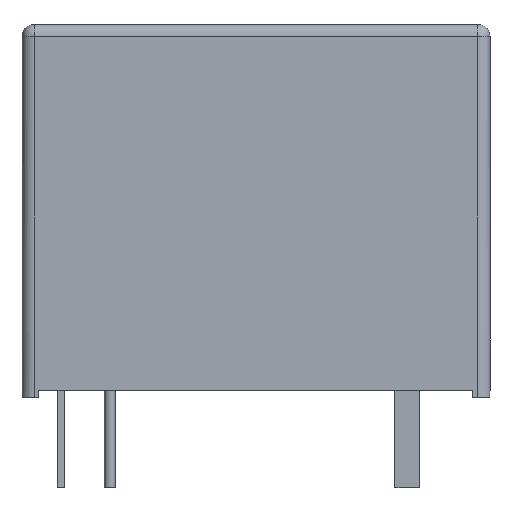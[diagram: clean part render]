
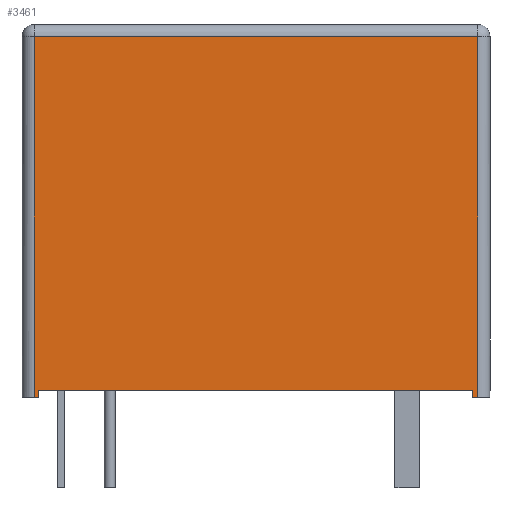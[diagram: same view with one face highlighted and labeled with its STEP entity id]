
A CAD part, front view. The second image highlights one B-rep face of the part: STEP entity #3461.
In plain terms, the highlighted planar face has unit normal (0, -1, 0).
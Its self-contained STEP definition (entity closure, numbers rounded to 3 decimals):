
#276 = VECTOR ( 'NONE', #9963, 1000. ) ;
#376 = LINE ( 'NONE', #6232, #1324 ) ;
#531 = DIRECTION ( 'NONE',  ( 1., 0., 0. ) ) ;
#602 = LINE ( 'NONE', #5219, #4504 ) ;
#680 = ORIENTED_EDGE ( 'NONE', *, *, #5101, .F. ) ;
#870 = VERTEX_POINT ( 'NONE', #13140 ) ;
#1324 = VECTOR ( 'NONE', #531, 1000. ) ;
#1571 = EDGE_CURVE ( 'NONE', #2843, #12119, #11478, .T. ) ;
#1744 = FACE_OUTER_BOUND ( 'NONE', #8550, .T. ) ;
#2473 = DIRECTION ( 'NONE',  ( -1., 0., 0. ) ) ;
#2728 = CARTESIAN_POINT ( 'NONE',  ( -9.1, -7.75, -0.3 ) ) ;
#2843 = VERTEX_POINT ( 'NONE', #9391 ) ;
#3461 = ADVANCED_FACE ( 'NONE', ( #1744 ), #6199, .F. ) ;
#3665 = EDGE_CURVE ( 'NONE', #11161, #11068, #9321, .T. ) ;
#3816 = ORIENTED_EDGE ( 'NONE', *, *, #10359, .F. ) ;
#3881 = VECTOR ( 'NONE', #8062, 1000. ) ;
#4361 = CARTESIAN_POINT ( 'NONE',  ( 9.6, -7.75, -0.3 ) ) ;
#4428 = CARTESIAN_POINT ( 'NONE',  ( 8.894, -7.75, -0.3 ) ) ;
#4504 = VECTOR ( 'NONE', #5146, 1000. ) ;
#4981 = VERTEX_POINT ( 'NONE', #10443 ) ;
#5003 = CARTESIAN_POINT ( 'NONE',  ( -9.1, -7.75, 14.5 ) ) ;
#5101 = EDGE_CURVE ( 'NONE', #870, #2843, #10284, .T. ) ;
#5146 = DIRECTION ( 'NONE',  ( 0., 0., 1. ) ) ;
#5219 = CARTESIAN_POINT ( 'NONE',  ( 9.1, -7.75, 15. ) ) ;
#5253 = ORIENTED_EDGE ( 'NONE', *, *, #9065, .T. ) ;
#5863 = LINE ( 'NONE', #10687, #12970 ) ;
#5912 = CARTESIAN_POINT ( 'NONE',  ( -8.919, -7.75, -0.3 ) ) ;
#6199 = PLANE ( 'NONE',  #11963 ) ;
#6232 = CARTESIAN_POINT ( 'NONE',  ( 9.6, -7.75, 0. ) ) ;
#6655 = VERTEX_POINT ( 'NONE', #5003 ) ;
#6767 = DIRECTION ( 'NONE',  ( 0., 0., -1. ) ) ;
#6809 = EDGE_CURVE ( 'NONE', #11068, #12119, #376, .T. ) ;
#6899 = EDGE_CURVE ( 'NONE', #870, #4981, #602, .T. ) ;
#7253 = DIRECTION ( 'NONE',  ( 0., 0., -1. ) ) ;
#7562 = VECTOR ( 'NONE', #13993, 1000. ) ;
#7729 = ORIENTED_EDGE ( 'NONE', *, *, #14869, .T. ) ;
#8062 = DIRECTION ( 'NONE',  ( -1., 0., 0. ) ) ;
#8229 = CARTESIAN_POINT ( 'NONE',  ( -8.919, -7.75, -0.3 ) ) ;
#8550 = EDGE_LOOP ( 'NONE', ( #680, #9437, #7729, #5253, #3816, #11203, #14195, #14836 ) ) ;
#9065 = EDGE_CURVE ( 'NONE', #6655, #9703, #10698, .T. ) ;
#9187 = CARTESIAN_POINT ( 'NONE',  ( -8.919, -7.75, 0. ) ) ;
#9321 = LINE ( 'NONE', #8229, #7562 ) ;
#9391 = CARTESIAN_POINT ( 'NONE',  ( 8.894, -7.75, -0.3 ) ) ;
#9437 = ORIENTED_EDGE ( 'NONE', *, *, #6899, .T. ) ;
#9703 = VERTEX_POINT ( 'NONE', #2728 ) ;
#9963 = DIRECTION ( 'NONE',  ( -1., 0., 0. ) ) ;
#10230 = CARTESIAN_POINT ( 'NONE',  ( 9.6, -7.75, 15. ) ) ;
#10247 = DIRECTION ( 'NONE',  ( 0., 0., 1. ) ) ;
#10284 = LINE ( 'NONE', #4361, #276 ) ;
#10348 = VECTOR ( 'NONE', #10247, 1000. ) ;
#10359 = EDGE_CURVE ( 'NONE', #11161, #9703, #14188, .T. ) ;
#10433 = CARTESIAN_POINT ( 'NONE',  ( -9.6, -7.75, -0.3 ) ) ;
#10443 = CARTESIAN_POINT ( 'NONE',  ( 9.1, -7.75, 14.5 ) ) ;
#10687 = CARTESIAN_POINT ( 'NONE',  ( -9.6, -7.75, 14.5 ) ) ;
#10698 = LINE ( 'NONE', #12761, #12756 ) ;
#11068 = VERTEX_POINT ( 'NONE', #9187 ) ;
#11161 = VERTEX_POINT ( 'NONE', #5912 ) ;
#11203 = ORIENTED_EDGE ( 'NONE', *, *, #3665, .T. ) ;
#11478 = LINE ( 'NONE', #4428, #10348 ) ;
#11963 = AXIS2_PLACEMENT_3D ( 'NONE', #10230, #14841, #6767 ) ;
#12119 = VERTEX_POINT ( 'NONE', #14079 ) ;
#12756 = VECTOR ( 'NONE', #7253, 1000. ) ;
#12761 = CARTESIAN_POINT ( 'NONE',  ( -9.1, -7.75, 15. ) ) ;
#12970 = VECTOR ( 'NONE', #2473, 1000. ) ;
#13140 = CARTESIAN_POINT ( 'NONE',  ( 9.1, -7.75, -0.3 ) ) ;
#13993 = DIRECTION ( 'NONE',  ( 0., 0., 1. ) ) ;
#14079 = CARTESIAN_POINT ( 'NONE',  ( 8.894, -7.75, 0. ) ) ;
#14188 = LINE ( 'NONE', #10433, #3881 ) ;
#14195 = ORIENTED_EDGE ( 'NONE', *, *, #6809, .T. ) ;
#14836 = ORIENTED_EDGE ( 'NONE', *, *, #1571, .F. ) ;
#14841 = DIRECTION ( 'NONE',  ( 0., 1., 0. ) ) ;
#14869 = EDGE_CURVE ( 'NONE', #4981, #6655, #5863, .T. ) ;
